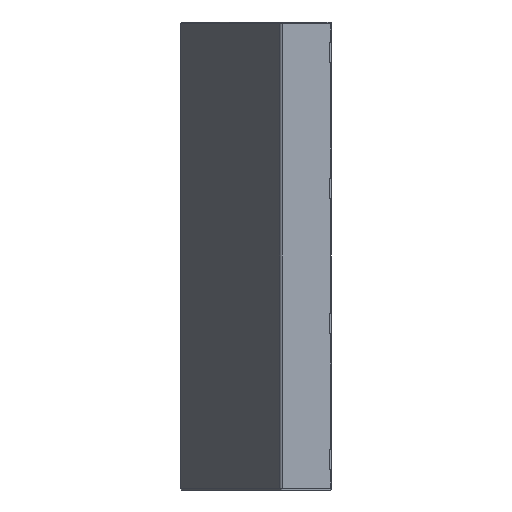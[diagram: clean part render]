
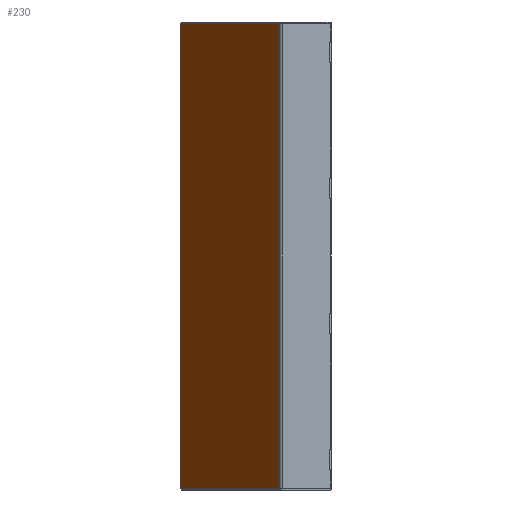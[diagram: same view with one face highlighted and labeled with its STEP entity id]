
A CAD part, left-side view. The second image highlights one B-rep face of the part: STEP entity #230.
In plain terms, the highlighted planar face has unit normal (-0.347, 0.938, 0).
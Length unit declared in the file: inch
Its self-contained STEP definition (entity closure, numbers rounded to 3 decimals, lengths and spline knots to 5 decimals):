
#120 = VECTOR ( 'NONE', #11053, 39.37008 ) ;
#230 = ADVANCED_FACE ( 'NONE', ( #4451 ), #6525, .T. ) ;
#252 = ORIENTED_EDGE ( 'NONE', *, *, #1333, .T. ) ;
#566 = DIRECTION ( 'NONE',  ( 0.938, 0.347, 0. ) ) ;
#731 = DIRECTION ( 'NONE',  ( 0., 0., 1. ) ) ;
#1333 = EDGE_CURVE ( 'NONE', #12713, #12847, #11999, .T. ) ;
#2053 = DIRECTION ( 'NONE',  ( 0., 0., -1. ) ) ;
#2152 = VERTEX_POINT ( 'NONE', #3858 ) ;
#2279 = EDGE_CURVE ( 'NONE', #4571, #12713, #7687, .T. ) ;
#3129 = VECTOR ( 'NONE', #566, 39.37008 ) ;
#3858 = CARTESIAN_POINT ( 'NONE',  ( -14.39679, 2.66218, -24.094 ) ) ;
#3981 = EDGE_CURVE ( 'NONE', #2152, #4571, #9694, .T. ) ;
#4451 = FACE_OUTER_BOUND ( 'NONE', #12059, .T. ) ;
#4471 = EDGE_CURVE ( 'NONE', #12847, #2152, #10034, .T. ) ;
#4571 = VERTEX_POINT ( 'NONE', #11543 ) ;
#4783 = CARTESIAN_POINT ( 'NONE',  ( -0.5, 7.8, 0. ) ) ;
#5063 = ORIENTED_EDGE ( 'NONE', *, *, #2279, .T. ) ;
#5945 = VECTOR ( 'NONE', #731, 39.37008 ) ;
#6525 = PLANE ( 'NONE',  #8143 ) ;
#6763 = ORIENTED_EDGE ( 'NONE', *, *, #3981, .T. ) ;
#7416 = DIRECTION ( 'NONE',  ( -0.347, 0.938, 0. ) ) ;
#7687 = LINE ( 'NONE', #4783, #3129 ) ;
#8143 = AXIS2_PLACEMENT_3D ( 'NONE', #12320, #7416, #12259 ) ;
#8587 = CARTESIAN_POINT ( 'NONE',  ( -14.39679, 2.66218, 0. ) ) ;
#8671 = CARTESIAN_POINT ( 'NONE',  ( -0.52652, 7.7902, 0. ) ) ;
#9007 = ORIENTED_EDGE ( 'NONE', *, *, #4471, .T. ) ;
#9694 = LINE ( 'NONE', #8587, #5945 ) ;
#9720 = CARTESIAN_POINT ( 'NONE',  ( -0.52652, 7.7902, -24.094 ) ) ;
#10034 = LINE ( 'NONE', #11235, #120 ) ;
#11053 = DIRECTION ( 'NONE',  ( -0.938, -0.347, 0. ) ) ;
#11235 = CARTESIAN_POINT ( 'NONE',  ( -0.5, 7.8, -24.094 ) ) ;
#11543 = CARTESIAN_POINT ( 'NONE',  ( -14.39679, 2.66218, 0. ) ) ;
#11999 = LINE ( 'NONE', #8671, #12227 ) ;
#12059 = EDGE_LOOP ( 'NONE', ( #6763, #5063, #252, #9007 ) ) ;
#12227 = VECTOR ( 'NONE', #2053, 39.37008 ) ;
#12259 = DIRECTION ( 'NONE',  ( -0.938, -0.347, 0. ) ) ;
#12308 = CARTESIAN_POINT ( 'NONE',  ( -0.52652, 7.7902, 0. ) ) ;
#12320 = CARTESIAN_POINT ( 'NONE',  ( -0.5, 7.8, 0. ) ) ;
#12713 = VERTEX_POINT ( 'NONE', #12308 ) ;
#12847 = VERTEX_POINT ( 'NONE', #9720 ) ;
